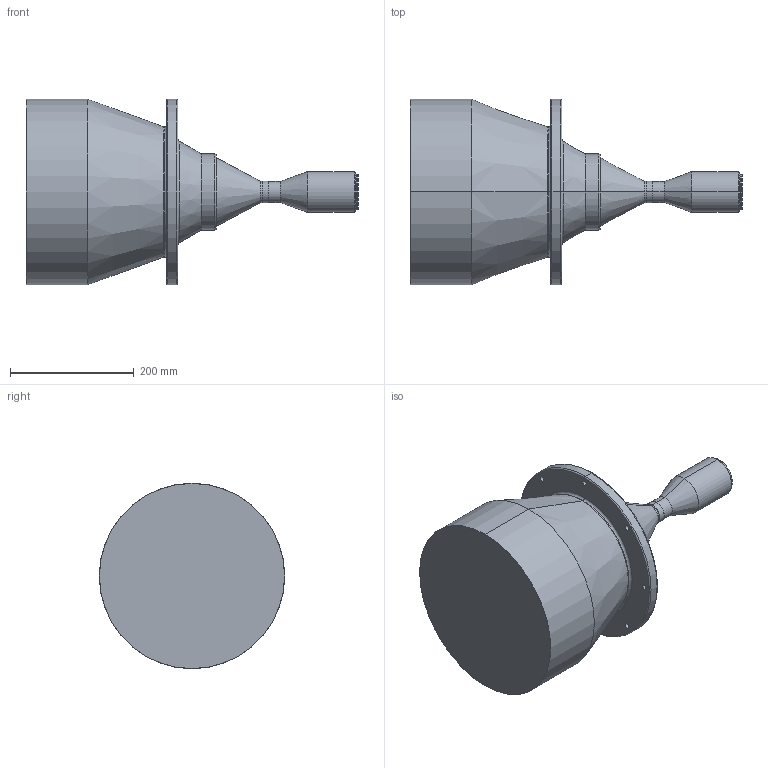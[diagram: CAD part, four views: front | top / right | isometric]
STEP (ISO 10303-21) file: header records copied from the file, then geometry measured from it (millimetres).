
FILE_DESCRIPTION (( 'STEP AP203' ), '1' );
FILE_NAME ('DTCM71M-258-M58-AL.STEP', '2019-11-19T09:56:56', ( 'Windows 蚚誧' ), ( '' ), 'SwSTEP 2.0', 'SolidWorks 2017', '' );
FILE_SCHEMA (( 'CONFIG_CONTROL_DESIGN' ));
Length unit declared in the file: millimetre
Products named in the file (1): DTCM71M-258-M58-AL
Bounding box: 537.1 x 300 x 300 mm (x, y, z)
Volume: 16489840.6 mm3; surface area: 455170 mm2
Topology: 1 solids, 1 shells, 71 faces, 156 edges, 94 vertices
Faces by surface type: cylinder 34, torus 14, cone 14, plane 9
Entity records: 2087 total; most frequent: DIRECTION 408, CARTESIAN_POINT 322, ORIENTED_EDGE 312, AXIS2_PLACEMENT_3D 180, EDGE_CURVE 156, CIRCLE 108, VERTEX_POINT 94, EDGE_LOOP 94
